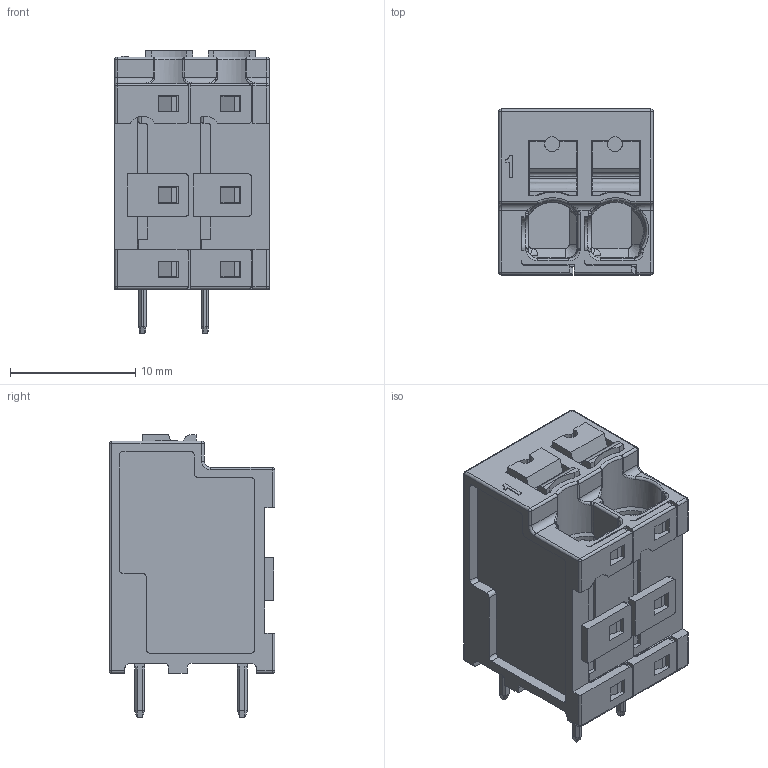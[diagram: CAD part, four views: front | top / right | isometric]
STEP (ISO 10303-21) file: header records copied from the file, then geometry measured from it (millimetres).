
FILE_DESCRIPTION(('CATIA V5 STEP Exchange','CAx-IF Rec.Pracs.--- Model Styling and Organization---1.5--- 2016-08-15','CAx-IF Rec.Pracs.---Supplemental Geometry---1.0---2011-11-01','CAx-IF Rec.Pracs.--- Composite Materials ---1.1---2010-07-15'),'2;1');
FILE_NAME ('1502649-4_1', '2025-08-27T09:58:02+00:00', ('none'), ('Weidmueller'), 'CATIA Version 5-6 Release 2024 SP4', 'CATIA V5 STEP AP214 v3', 'none');
FILE_SCHEMA(('AUTOMOTIVE_DESIGN { 1 0 10303 214 1 1 1 1 }'));
Length unit declared in the file: millimetre
Products named in the file (1): 2913710000
Bounding box: 12.3 x 13.2 x 22.5 mm (x, y, z)
Volume: 2213.5 mm3; surface area: 2302.5 mm2
Topology: 1 solids, 3 shells, 990 faces, 2648 edges, 1700 vertices
Faces by surface type: plane 628, cylinder 178, bspline 85, extrusion 57, sphere 19, torus 14, cone 9
Entity records: 32986 total; most frequent: CARTESIAN_POINT 9563, ORIENTED_EDGE 5262, DIRECTION 3472, EDGE_CURVE 2631, VECTOR 1828, LINE 1771, VERTEX_POINT 1700, EDGE_LOOP 1063
